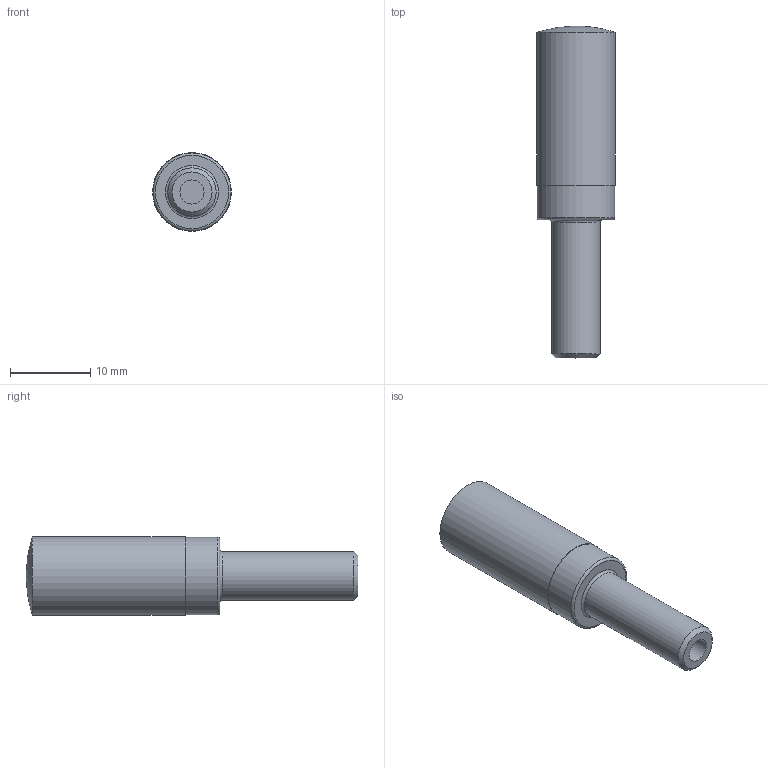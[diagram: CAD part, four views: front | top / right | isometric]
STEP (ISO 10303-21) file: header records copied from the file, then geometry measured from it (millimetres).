
FILE_DESCRIPTION(/* description */ ('STEP AP214'),/* implementation_level */ '2;1');
FILE_NAME(/* name */ '165007_UC-QS-6H',/* time_stamp */ '2024-09-12T15:23:41+02:00',/* author */ ('License CC BY-ND 4.0'),/* organization */ ('CADENAS'),/* preprocessor_version */ 'ST-DEVELOPER v19.3',/* originating_system */ 'PARTsolutions',/* authorisation */ ' ');
FILE_SCHEMA (('AUTOMOTIVE_DESIGN {1 0 10303 214 3 1 1}'));
Length unit declared in the file: millimetre
Products named in the file (1): 165007 UC-QS-6H
Bounding box: 9.8 x 41.3 x 9.8 mm (x, y, z)
Volume: 2083.1 mm3; surface area: 1424.2 mm2
Topology: 1 solids, 1 shells, 12 faces, 21 edges, 13 vertices
Faces by surface type: cylinder 4, plane 4, torus 2, sphere 1, cone 1
Full cylindrical faces by diameter (mm): 3 x1, 6 x1, 9.7 x1, 9.8 x1
Entity records: 342 total; most frequent: DIRECTION 48, CARTESIAN_POINT 35, AXIS2_PLACEMENT_3D 24, ORIENTED_EDGE 22, EDGE_LOOP 22, FACE_BOUND 22, STYLED_ITEM 12, PRESENTATION_STYLE_ASSIGNMENT 12
